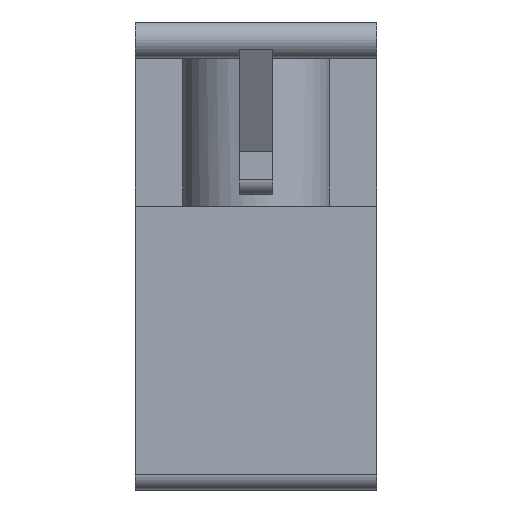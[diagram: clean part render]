
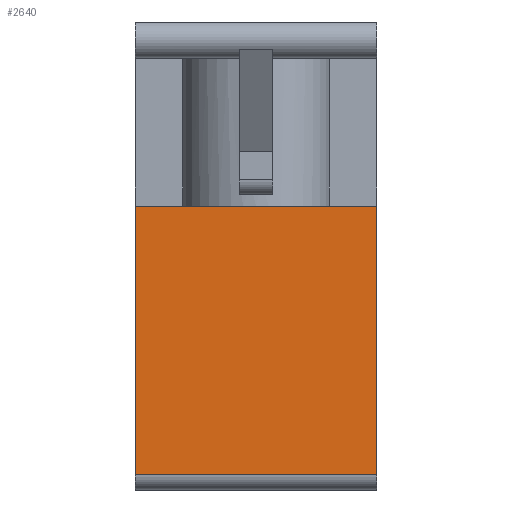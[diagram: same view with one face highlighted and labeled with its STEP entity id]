
A CAD part, left-side view. The second image highlights one B-rep face of the part: STEP entity #2640.
In plain terms, the highlighted planar face has unit normal (-1, 0, 0).
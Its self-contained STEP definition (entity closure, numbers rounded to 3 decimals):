
#75=PLANE('',#2886);
#196=FACE_OUTER_BOUND('',#348,.T.);
#348=EDGE_LOOP('',(#2212,#2213,#2214,#2215));
#452=LINE('',#3903,#720);
#543=LINE('',#4162,#811);
#583=LINE('',#4276,#851);
#592=LINE('',#4313,#860);
#720=VECTOR('',#3074,10.);
#811=VECTOR('',#3341,10.);
#851=VECTOR('',#3457,10.);
#860=VECTOR('',#3492,10.);
#1133=VERTEX_POINT('',#3900);
#1134=VERTEX_POINT('',#3902);
#1214=VERTEX_POINT('',#4160);
#1250=VERTEX_POINT('',#4274);
#1395=EDGE_CURVE('',#1133,#1134,#452,.T.);
#1525=EDGE_CURVE('',#1214,#1134,#543,.T.);
#1582=EDGE_CURVE('',#1133,#1250,#583,.T.);
#1598=EDGE_CURVE('',#1250,#1214,#592,.T.);
#2212=ORIENTED_EDGE('',*,*,#1582,.T.);
#2213=ORIENTED_EDGE('',*,*,#1598,.T.);
#2214=ORIENTED_EDGE('',*,*,#1525,.T.);
#2215=ORIENTED_EDGE('',*,*,#1395,.F.);
#2640=ADVANCED_FACE('',(#196),#75,.T.);
#2886=AXIS2_PLACEMENT_3D('',#4338,#3509,#3510);
#3074=DIRECTION('',(0.,0.,-1.));
#3341=DIRECTION('',(0.,-1.,0.));
#3457=DIRECTION('',(0.,1.,0.));
#3492=DIRECTION('',(0.,0.,-1.));
#3509=DIRECTION('center_axis',(-1.,0.,0.));
#3510=DIRECTION('ref_axis',(0.,1.,0.));
#3900=CARTESIAN_POINT('',(-18.606,-5.,8.38));
#3902=CARTESIAN_POINT('',(-18.606,-5.,-2.72));
#3903=CARTESIAN_POINT('',(-18.606,-5.,8.38));
#4160=CARTESIAN_POINT('',(-18.606,5.,-2.72));
#4162=CARTESIAN_POINT('',(-18.606,5.,-2.72));
#4274=CARTESIAN_POINT('',(-18.606,5.,8.38));
#4276=CARTESIAN_POINT('',(-18.606,-5.,8.38));
#4313=CARTESIAN_POINT('',(-18.606,5.,8.38));
#4338=CARTESIAN_POINT('Origin',(-18.606,-5.,8.38));
